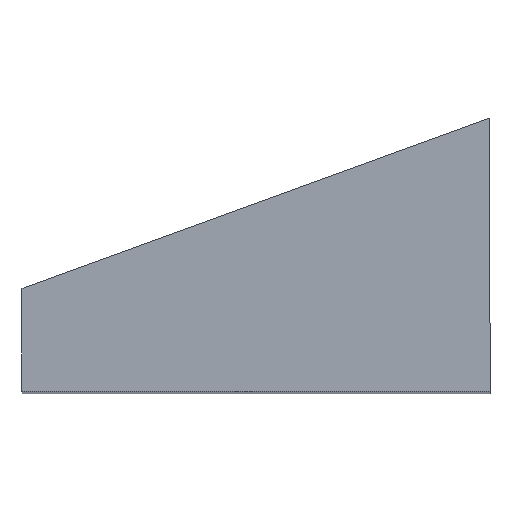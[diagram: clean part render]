
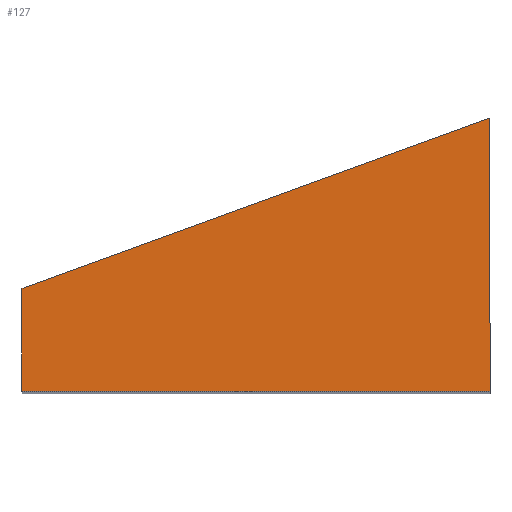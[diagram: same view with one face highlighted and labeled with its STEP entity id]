
A CAD part, top view. The second image highlights one B-rep face of the part: STEP entity #127.
In plain terms, the highlighted planar face has unit normal (0, 0, 1).
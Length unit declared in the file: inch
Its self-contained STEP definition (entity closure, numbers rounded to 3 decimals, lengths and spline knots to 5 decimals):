
#7 = DIRECTION ( 'NONE',  ( 0., 0., -1. ) ) ;
#10 = CARTESIAN_POINT ( 'NONE',  ( 0., 2.5, 0. ) ) ;
#12 = ORIENTED_EDGE ( 'NONE', *, *, #339, .F. ) ;
#23 = LINE ( 'NONE', #345, #204 ) ;
#33 = CARTESIAN_POINT ( 'NONE',  ( 2.5, 0., 0. ) ) ;
#46 = LINE ( 'NONE', #297, #84 ) ;
#57 = EDGE_CURVE ( 'NONE', #232, #177, #23, .T. ) ;
#63 = CARTESIAN_POINT ( 'NONE',  ( 18., 0., 0. ) ) ;
#68 = DIRECTION ( 'NONE',  ( 1., 0., 0. ) ) ;
#69 = CARTESIAN_POINT ( 'NONE',  ( 18., 9.05146, 0. ) ) ;
#84 = VECTOR ( 'NONE', #124, 39.37008 ) ;
#104 = VECTOR ( 'NONE', #164, 39.37008 ) ;
#107 = EDGE_CURVE ( 'NONE', #343, #287, #46, .T. ) ;
#111 = EDGE_CURVE ( 'NONE', #177, #287, #148, .T. ) ;
#116 = AXIS2_PLACEMENT_3D ( 'NONE', #236, #7, #129 ) ;
#124 = DIRECTION ( 'NONE',  ( 0., -1., 0. ) ) ;
#127 = ADVANCED_FACE ( 'NONE', ( #158 ), #295, .F. ) ;
#129 = DIRECTION ( 'NONE',  ( -1., 0., 0. ) ) ;
#148 = LINE ( 'NONE', #160, #335 ) ;
#158 = FACE_OUTER_BOUND ( 'NONE', #254, .T. ) ;
#160 = CARTESIAN_POINT ( 'NONE',  ( 0., 0., 0. ) ) ;
#163 = ORIENTED_EDGE ( 'NONE', *, *, #111, .T. ) ;
#164 = DIRECTION ( 'NONE',  ( 0.94, 0.342, 0. ) ) ;
#171 = ORIENTED_EDGE ( 'NONE', *, *, #57, .T. ) ;
#177 = VERTEX_POINT ( 'NONE', #33 ) ;
#204 = VECTOR ( 'NONE', #342, 39.37008 ) ;
#222 = LINE ( 'NONE', #10, #104 ) ;
#232 = VERTEX_POINT ( 'NONE', #325 ) ;
#236 = CARTESIAN_POINT ( 'NONE',  ( 0., 2.5, 0. ) ) ;
#254 = EDGE_LOOP ( 'NONE', ( #12, #171, #163, #262 ) ) ;
#262 = ORIENTED_EDGE ( 'NONE', *, *, #107, .F. ) ;
#287 = VERTEX_POINT ( 'NONE', #63 ) ;
#295 = PLANE ( 'NONE',  #116 ) ;
#297 = CARTESIAN_POINT ( 'NONE',  ( 18., 2.5, 0. ) ) ;
#325 = CARTESIAN_POINT ( 'NONE',  ( 2.5, 3.40993, 0. ) ) ;
#335 = VECTOR ( 'NONE', #68, 39.37008 ) ;
#339 = EDGE_CURVE ( 'NONE', #232, #343, #222, .T. ) ;
#342 = DIRECTION ( 'NONE',  ( 0., -1., 0. ) ) ;
#343 = VERTEX_POINT ( 'NONE', #69 ) ;
#345 = CARTESIAN_POINT ( 'NONE',  ( 2.5, 9.99, 0. ) ) ;
